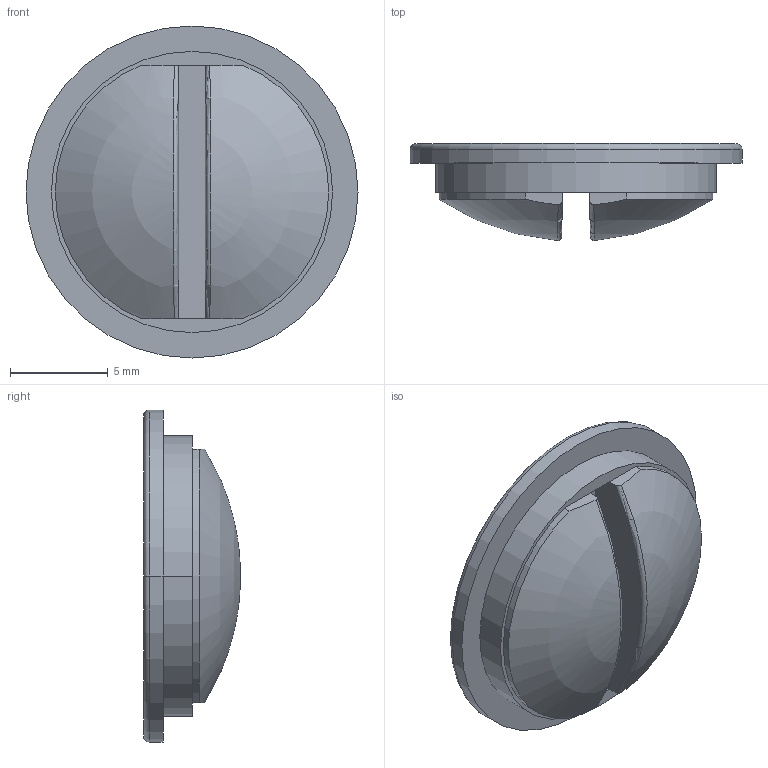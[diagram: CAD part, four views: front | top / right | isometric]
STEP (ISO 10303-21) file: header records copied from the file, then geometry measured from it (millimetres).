
FILE_DESCRIPTION((''),'2;1');
FILE_NAME('芵噩','2016-06-20T',('Administrator'),(''),'CREO PARAMETRIC BY PTC INC, 2014350','CREO PARAMETRIC BY PTC INC, 2014350','');
FILE_SCHEMA(('CONFIG_CONTROL_DESIGN'));
Length unit declared in the file: millimetre
Products named in the file (1): 芵噩
Bounding box: 17 x 4.96 x 17 mm (x, y, z)
Volume: 640.3 mm3; surface area: 670.9 mm2
Topology: 1 solids, 1 shells, 24 faces, 54 edges, 34 vertices
Faces by surface type: plane 12, cylinder 6, torus 4, sphere 2
Entity records: 969 total; most frequent: CARTESIAN_POINT 132, DIRECTION 122, ORIENTED_EDGE 108, COLOUR_RGB 67, PRESENTATION_STYLE_ASSIGNMENT 55, STYLED_ITEM 55, CURVE_STYLE 54, EDGE_CURVE 54
